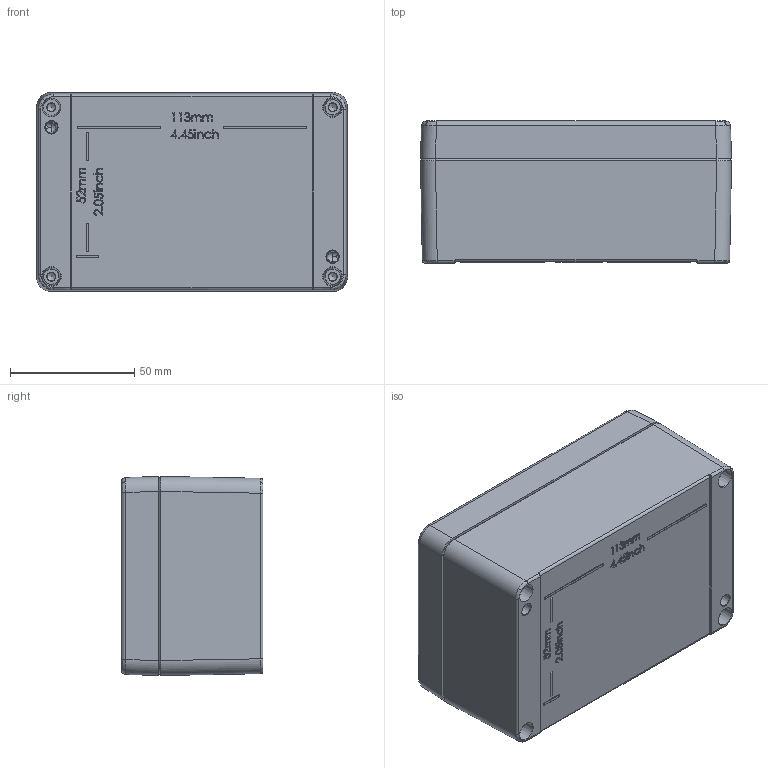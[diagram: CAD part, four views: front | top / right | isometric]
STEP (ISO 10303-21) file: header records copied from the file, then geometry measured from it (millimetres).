
FILE_DESCRIPTION(/* description */ (''),/* implementation_level */ '2;1');
FILE_NAME(/* name */ '09130806000-RST.stp',/* time_stamp */ '2021-09-02T15:13:44+02:00',/* author */ ('sl'),/* organization */ (''),/* preprocessor_version */ 'ST-DEVELOPER v16.5',/* originating_system */ 'Autodesk Inventor 2017',/* authorisation */ '');
FILE_SCHEMA (('AUTOMOTIVE_DESIGN { 1 0 10303 214 3 1 1 }'));
Products named in the file (8): Alu-Gehäuse-07-BG-0001-09_130806_000; Schraube-M4x20-7; Deckel-Alu-Gehäuse-07-BG-0002-09_130806_000; Deckel-Alu-Gehäuse-07-BT-0001-09_130806_000; Dichtlippe-Alu-Gehäuse-07-BT-0001-09_130806_000; UT-Alu-Gehäuse-07-BG-0003-09_130806_000; UT-Alu-Gehäuse-07-BT-0002-09_130806_000; Erdung-Edelstahl-Gehäuse-01-BT-0002-20101006000
Assembly tree (12 placements, depth 3):
  Alu-Gehäuse-07-BG-0001-09_130806_000
    Schraube-M4x20-7  x4
    Deckel-Alu-Gehäuse-07-BG-0002-09_130806_000
      Deckel-Alu-Gehäuse-07-BT-0001-09_130806_000
      Dichtlippe-Alu-Gehäuse-07-BT-0001-09_130806_000
      Erdung-Edelstahl-Gehäuse-01-BT-0002-20101006000
    UT-Alu-Gehäuse-07-BG-0003-09_130806_000
      UT-Alu-Gehäuse-07-BT-0002-09_130806_000
      Erdung-Edelstahl-Gehäuse-01-BT-0002-20101006000  x2
Bounding box: 125 x 57 x 80 mm (x, y, z)
Volume: 156623.1 mm3; surface area: 92496 mm2
Topology: 10 solids, 10 shells, 1241 faces, 3081 edges, 1918 vertices
Faces by surface type: bspline 476, plane 441, cylinder 183, torus 72, cone 69
Full cylindrical faces by diameter (mm): 3.3 x14, 3.52 x4, 4 x4, 4.7 x3, 5 x3, 8 x3
Entity records: 59822 total; most frequent: CARTESIAN_POINT 36497, ORIENTED_EDGE 5202, DIRECTION 3856, EDGE_CURVE 2601, VERTEX_POINT 1686, AXIS2_PLACEMENT_3D 1344, EDGE_LOOP 1331, LINE 1168
